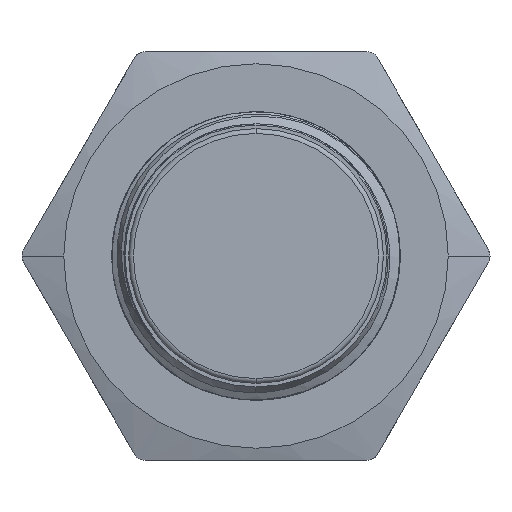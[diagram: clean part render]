
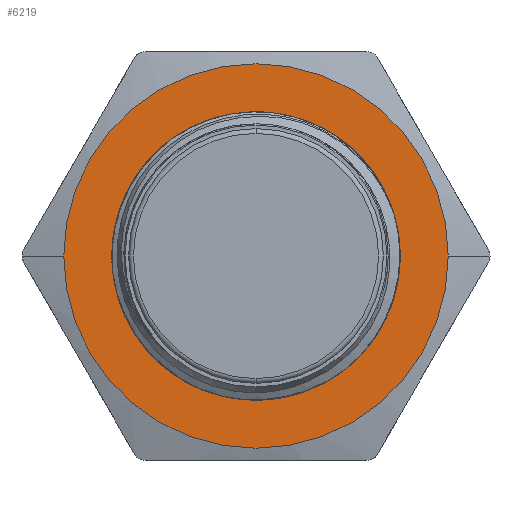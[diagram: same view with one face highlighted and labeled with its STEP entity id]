
A CAD part, front view. The second image highlights one B-rep face of the part: STEP entity #6219.
In plain terms, the highlighted planar face has unit normal (0, -1, 0).
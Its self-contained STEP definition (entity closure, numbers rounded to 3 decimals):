
#4268=PLANE('',#15356);
#4487=FACE_BOUND('',#7436,.T.);
#4488=FACE_BOUND('',#7437,.T.);
#4569=CIRCLE('',#15352,8.);
#4570=CIRCLE('',#15353,8.);
#4571=CIRCLE('',#15354,5.5);
#4572=CIRCLE('',#15355,5.5);
#6219=ADVANCED_FACE('',(#4487,#4488),#4268,.T.);
#7436=EDGE_LOOP('',(#8784,#8785));
#7437=EDGE_LOOP('',(#8786,#8787));
#8784=ORIENTED_EDGE('',*,*,#12854,.T.);
#8785=ORIENTED_EDGE('',*,*,#12855,.T.);
#8786=ORIENTED_EDGE('',*,*,#12856,.T.);
#8787=ORIENTED_EDGE('',*,*,#12857,.T.);
#11566=VERTEX_POINT('',#26821);
#11567=VERTEX_POINT('',#26822);
#11568=VERTEX_POINT('',#26825);
#11569=VERTEX_POINT('',#26826);
#12854=EDGE_CURVE('',#11566,#11567,#4569,.T.);
#12855=EDGE_CURVE('',#11567,#11566,#4570,.T.);
#12856=EDGE_CURVE('',#11568,#11569,#4571,.T.);
#12857=EDGE_CURVE('',#11569,#11568,#4572,.T.);
#15352=AXIS2_PLACEMENT_3D('',#26820,#16360,#16361);
#15353=AXIS2_PLACEMENT_3D('',#26823,#16362,#16363);
#15354=AXIS2_PLACEMENT_3D('',#26824,#16364,#16365);
#15355=AXIS2_PLACEMENT_3D('',#26827,#16366,#16367);
#15356=AXIS2_PLACEMENT_3D('',#26828,#16368,#16369);
#16360=DIRECTION('',(0.,-1.,0.));
#16361=DIRECTION('',(1.,0.,0.));
#16362=DIRECTION('',(0.,-1.,0.));
#16363=DIRECTION('',(-1.,0.,0.));
#16364=DIRECTION('',(0.,1.,0.));
#16365=DIRECTION('',(1.,0.,0.));
#16366=DIRECTION('',(0.,1.,0.));
#16367=DIRECTION('',(-1.,0.,0.));
#16368=DIRECTION('',(0.,-1.,0.));
#16369=DIRECTION('',(1.,0.,0.));
#26820=CARTESIAN_POINT('',(0.,13.,0.));
#26821=CARTESIAN_POINT('',(8.,13.,0.));
#26822=CARTESIAN_POINT('',(-8.,13.,0.));
#26823=CARTESIAN_POINT('',(0.,13.,0.));
#26824=CARTESIAN_POINT('',(0.,13.,0.));
#26825=CARTESIAN_POINT('',(5.5,13.,0.));
#26826=CARTESIAN_POINT('',(-5.5,13.,0.));
#26827=CARTESIAN_POINT('',(0.,13.,0.));
#26828=CARTESIAN_POINT('',(0.,13.,0.));
